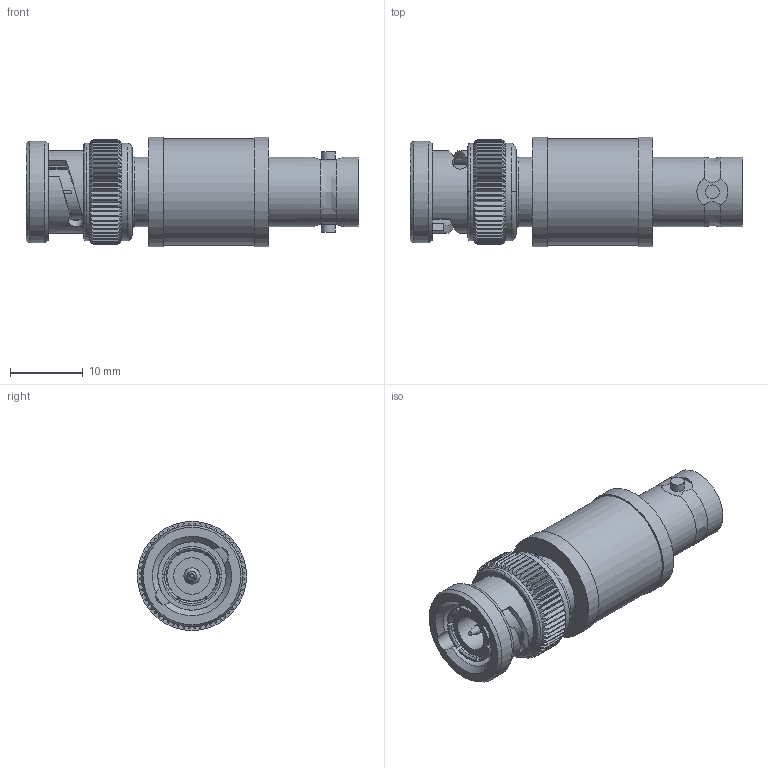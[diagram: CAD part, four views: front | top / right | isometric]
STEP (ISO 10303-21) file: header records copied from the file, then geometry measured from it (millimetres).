
FILE_DESCRIPTION (( 'STEP AP203' ), '1' );
FILE_NAME ('PE7006_3D.step', '2021-09-08T05:01:20', ( '' ), ( '' ), 'SwSTEP 2.0', 'SolidWorks 2021', '' );
FILE_SCHEMA (( 'CONFIG_CONTROL_DESIGN' ));
Length unit declared in the file: inch
Products named in the file (1): PE7006_3D
Bounding box: 45.6 x 15 x 15 mm (x, y, z)
Volume: 4747 mm3; surface area: 3900 mm2
Topology: 1 solids, 3 shells, 455 faces, 1051 edges, 617 vertices
Faces by surface type: plane 186, cone 144, cylinder 110, bspline 15
Full cylindrical faces by diameter (mm): 0.711 x1, 1.016 x1, 1.092 x1, 1.27 x3, 1.627 x1, 1.778 x1, 1.905 x2, 2.054 x1, 2.184 x1, 2.212 x1, 3.81 x1, 5.004 x1, 6.904 x1, 7.057 x1, 7.501 x1, 8.255 x1, 9.395 x1, 9.601 x3, 9.991 x1, 11.395 x1, 11.515 x1, 13.38 x2, 13.922 x1, 14.561 x1, 15 x2
Entity records: 14431 total; most frequent: CARTESIAN_POINT 4809, ORIENTED_EDGE 1988, DIRECTION 1918, EDGE_CURVE 994, AXIS2_PLACEMENT_3D 807, VERTEX_POINT 600, EDGE_LOOP 518, FACE_OUTER_BOUND 487
